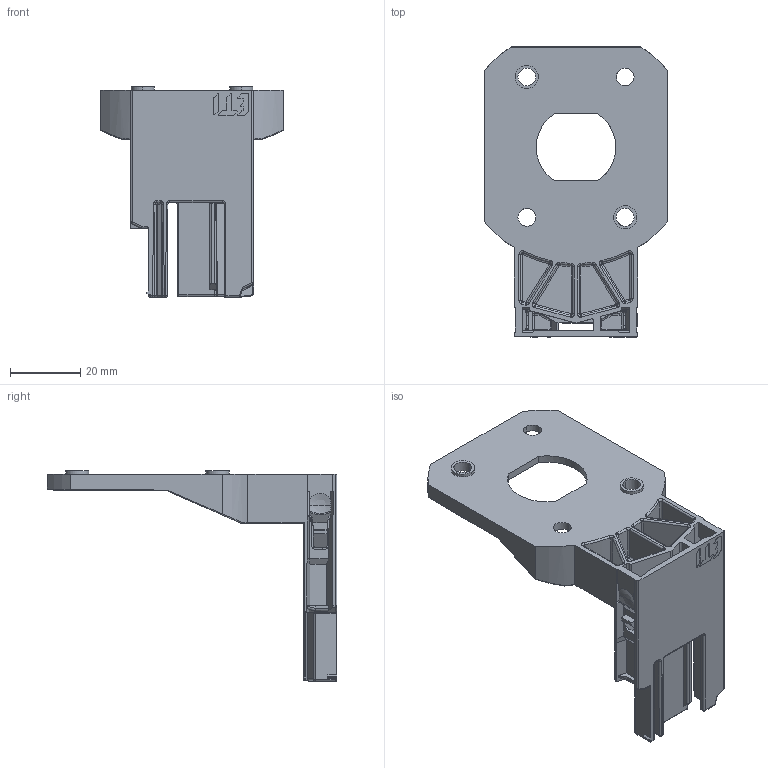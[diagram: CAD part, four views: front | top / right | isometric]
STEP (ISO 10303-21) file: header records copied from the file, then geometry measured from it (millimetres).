
FILE_DESCRIPTION((''),'2;1');
FILE_NAME('ASAD_ASM','2021-10-01T',('marketing.praksa'),('Audax d.o.o.'),'CREO PARAMETRIC BY PTC INC, 2017480','CREO PARAMETRIC BY PTC INC, 2017480','');
FILE_SCHEMA(('AUTOMOTIVE_DESIGN { 1 0 10303 214 1 1 1 1 }'));
Length unit declared in the file: millimetre
Products named in the file (3): 22993409; PRT7283; ASAD_ASM
Assembly tree (2 placements, depth 2):
  ASAD_ASM
    22993409
    PRT7283
Bounding box: 52 x 82.57 x 60 mm (x, y, z)
Volume: 18621.2 mm3; surface area: 19483.8 mm2
Topology: 4 solids, 4 shells, 864 faces, 2232 edges, 1315 vertices
Faces by surface type: cylinder 375, plane 276, torus 84, sphere 74, bspline 55
Entity records: 41225 total; most frequent: CARTESIAN_POINT 8164, ORIENTED_EDGE 4332, DIRECTION 4097, PRESENTATION_STYLE_ASSIGNMENT 3034, STYLED_ITEM 3034, CURVE_STYLE 2166, EDGE_CURVE 2166, AXIS2_PLACEMENT_3D 1498
